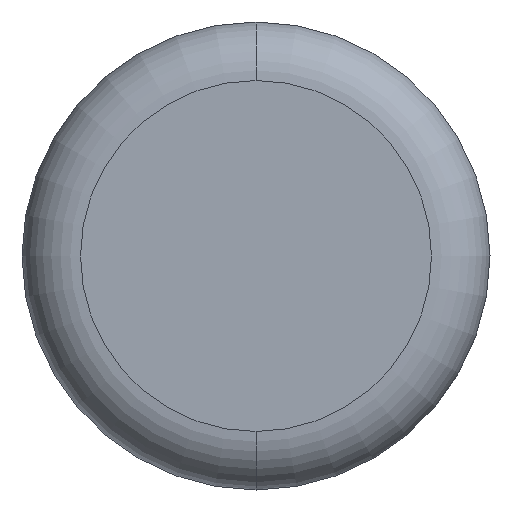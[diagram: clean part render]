
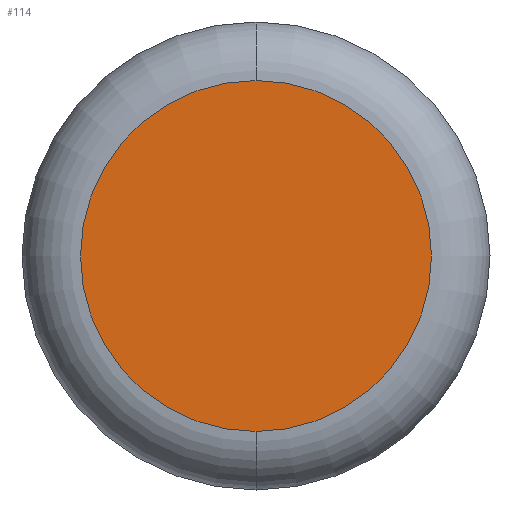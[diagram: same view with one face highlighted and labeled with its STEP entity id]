
A CAD part, front view. The second image highlights one B-rep face of the part: STEP entity #114.
In plain terms, the highlighted planar face has unit normal (0, -1, 0).
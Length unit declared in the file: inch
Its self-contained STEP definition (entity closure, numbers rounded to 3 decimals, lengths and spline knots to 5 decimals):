
#3 = CIRCLE ( 'NONE', #337, 0.375 ) ;
#48 = VERTEX_POINT ( 'NONE', #107 ) ;
#93 = EDGE_LOOP ( 'NONE', ( #250, #289 ) ) ;
#107 = CARTESIAN_POINT ( 'NONE',  ( 0., 0., 0.375 ) ) ;
#114 = ADVANCED_FACE ( 'NONE', ( #314 ), #248, .T. ) ;
#123 = AXIS2_PLACEMENT_3D ( 'NONE', #388, #382, #177 ) ;
#127 = AXIS2_PLACEMENT_3D ( 'NONE', #305, #275, #335 ) ;
#177 = DIRECTION ( 'NONE',  ( 0., 0., -1. ) ) ;
#199 = CARTESIAN_POINT ( 'NONE',  ( 0., 0., -0.375 ) ) ;
#248 = PLANE ( 'NONE',  #127 ) ;
#250 = ORIENTED_EDGE ( 'NONE', *, *, #347, .T. ) ;
#261 = DIRECTION ( 'NONE',  ( 0., -1., 0. ) ) ;
#275 = DIRECTION ( 'NONE',  ( 0., -1., 0. ) ) ;
#289 = ORIENTED_EDGE ( 'NONE', *, *, #331, .T. ) ;
#291 = CARTESIAN_POINT ( 'NONE',  ( 0., 0., 0. ) ) ;
#294 = DIRECTION ( 'NONE',  ( 0., 0., -1. ) ) ;
#296 = CIRCLE ( 'NONE', #123, 0.375 ) ;
#305 = CARTESIAN_POINT ( 'NONE',  ( 0., 0., 0. ) ) ;
#314 = FACE_OUTER_BOUND ( 'NONE', #93, .T. ) ;
#329 = VERTEX_POINT ( 'NONE', #199 ) ;
#331 = EDGE_CURVE ( 'NONE', #48, #329, #296, .T. ) ;
#335 = DIRECTION ( 'NONE',  ( 0., 0., -1. ) ) ;
#337 = AXIS2_PLACEMENT_3D ( 'NONE', #291, #261, #294 ) ;
#347 = EDGE_CURVE ( 'NONE', #329, #48, #3, .T. ) ;
#382 = DIRECTION ( 'NONE',  ( 0., -1., 0. ) ) ;
#388 = CARTESIAN_POINT ( 'NONE',  ( 0., 0., 0. ) ) ;
